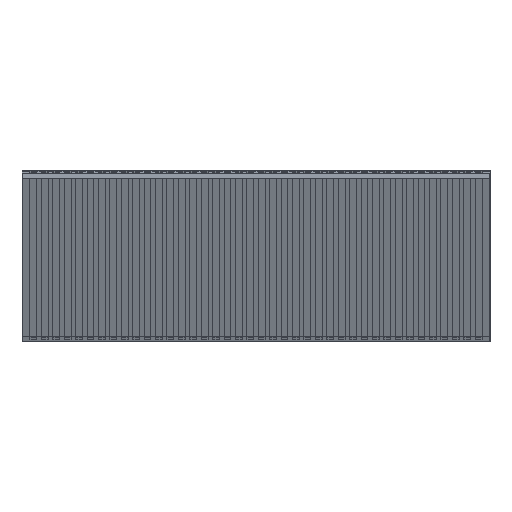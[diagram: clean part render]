
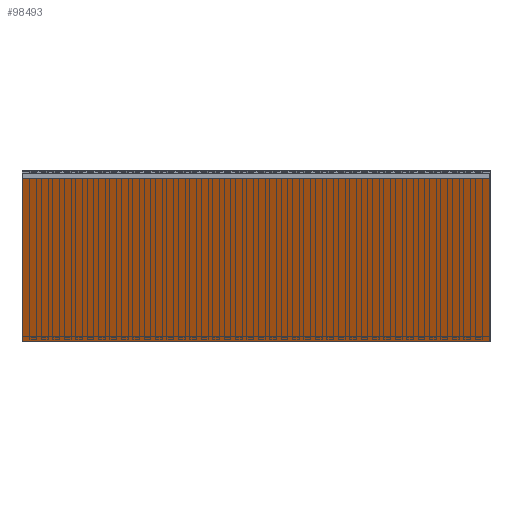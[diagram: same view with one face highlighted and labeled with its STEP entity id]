
A CAD part, left-side view. The second image highlights one B-rep face of the part: STEP entity #98493.
In plain terms, the highlighted planar face has unit normal (-0.911, 0, -0.412).
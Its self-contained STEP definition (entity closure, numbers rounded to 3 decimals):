
#843=ORIENTED_EDGE('',*,*,#22583,.T.);
#844=ORIENTED_EDGE('',*,*,#22571,.F.);
#845=ORIENTED_EDGE('',*,*,#22584,.F.);
#846=ORIENTED_EDGE('',*,*,#22580,.T.);
#22571=EDGE_CURVE('',#33380,#33379,#40745,.T.);
#22580=EDGE_CURVE('',#33387,#33386,#40753,.T.);
#22583=EDGE_CURVE('',#33386,#33379,#40755,.T.);
#22584=EDGE_CURVE('',#33387,#33380,#40756,.T.);
#33379=VERTEX_POINT('',#125023);
#33380=VERTEX_POINT('',#125025);
#33386=VERTEX_POINT('',#125048);
#33387=VERTEX_POINT('',#125050);
#40745=LINE('',#125026,#51643);
#40753=LINE('',#125049,#51651);
#40755=LINE('',#125058,#51653);
#40756=LINE('',#125059,#51654);
#51643=VECTOR('',#106465,1000.);
#51651=VECTOR('',#106483,1000.);
#51653=VECTOR('',#106487,1000.);
#51654=VECTOR('',#106488,1000.);
#62004=EDGE_LOOP('',(#843,#844,#845,#846));
#65628=FACE_BOUND('',#62004,.T.);
#69252=PLANE('',#102122);
#98493=ADVANCED_FACE('',(#65628),#69252,.F.);
#102122=AXIS2_PLACEMENT_3D('',#125057,#106485,#106486);
#106465=DIRECTION('',(0.,-1.,0.));
#106483=DIRECTION('',(0.,-1.,0.));
#106485=DIRECTION('',(0.911,0.,0.412));
#106486=DIRECTION('',(0.412,0.,-0.911));
#106487=DIRECTION('',(-0.412,0.,0.911));
#106488=DIRECTION('',(-0.412,0.,0.911));
#125023=CARTESIAN_POINT('',(35.04,0.,-0.167));
#125025=CARTESIAN_POINT('',(35.04,20.5,-0.167));
#125026=CARTESIAN_POINT('',(35.04,20.5,-0.167));
#125048=CARTESIAN_POINT('',(38.337,0.,-7.457));
#125049=CARTESIAN_POINT('',(38.337,20.5,-7.457));
#125050=CARTESIAN_POINT('',(38.337,20.5,-7.457));
#125057=CARTESIAN_POINT('',(35.04,20.5,-0.167));
#125058=CARTESIAN_POINT('',(35.04,0.,-0.167));
#125059=CARTESIAN_POINT('',(35.04,20.5,-0.167));
